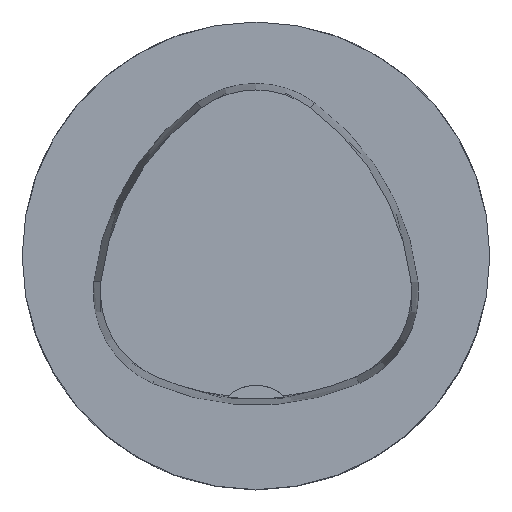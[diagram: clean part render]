
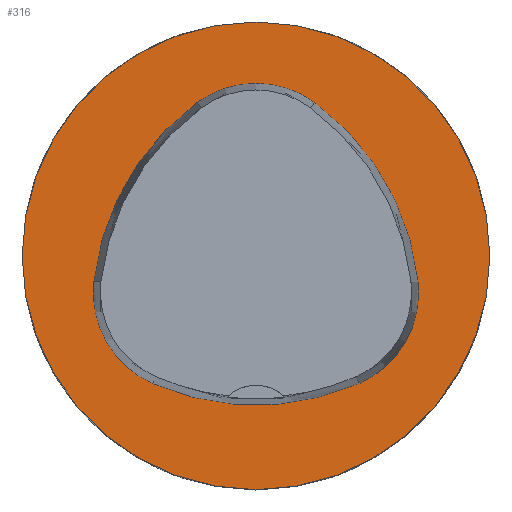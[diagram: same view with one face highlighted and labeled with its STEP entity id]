
A CAD part, top view. The second image highlights one B-rep face of the part: STEP entity #316.
In plain terms, the highlighted planar face has unit normal (0, 0, 1).
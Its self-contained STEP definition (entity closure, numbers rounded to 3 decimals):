
#316=ADVANCED_FACE('',(#420,#421),#371,.T.);
#371=PLANE('',#1130);
#420=FACE_BOUND('',#525,.T.);
#421=FACE_BOUND('',#526,.T.);
#525=EDGE_LOOP('',(#718,#719,#720,#721,#722,#723));
#526=EDGE_LOOP('',(#724));
#718=ORIENTED_EDGE('',*,*,#949,.T.);
#719=ORIENTED_EDGE('',*,*,#947,.T.);
#720=ORIENTED_EDGE('',*,*,#945,.T.);
#721=ORIENTED_EDGE('',*,*,#943,.T.);
#722=ORIENTED_EDGE('',*,*,#941,.T.);
#723=ORIENTED_EDGE('',*,*,#939,.T.);
#724=ORIENTED_EDGE('',*,*,#962,.F.);
#842=VERTEX_POINT('',#1631);
#843=VERTEX_POINT('',#1633);
#844=VERTEX_POINT('',#1637);
#845=VERTEX_POINT('',#1641);
#846=VERTEX_POINT('',#1645);
#847=VERTEX_POINT('',#1649);
#856=VERTEX_POINT('',#1681);
#939=EDGE_CURVE('',#843,#842,#1022,.T.);
#941=EDGE_CURVE('',#844,#843,#1023,.T.);
#943=EDGE_CURVE('',#845,#844,#1024,.T.);
#945=EDGE_CURVE('',#846,#845,#1025,.T.);
#947=EDGE_CURVE('',#847,#846,#1026,.T.);
#949=EDGE_CURVE('',#842,#847,#1027,.T.);
#962=EDGE_CURVE('',#856,#856,#1028,.T.);
#1022=CIRCLE('',#1107,44.0);
#1023=CIRCLE('',#1109,17.0);
#1024=CIRCLE('',#1111,44.0);
#1025=CIRCLE('',#1113,17.0);
#1026=CIRCLE('',#1115,44.0);
#1027=CIRCLE('',#1117,17.0);
#1028=CIRCLE('',#1129,40.0);
#1107=AXIS2_PLACEMENT_3D('',#1632,#1326,#1327);
#1109=AXIS2_PLACEMENT_3D('',#1636,#1331,#1332);
#1111=AXIS2_PLACEMENT_3D('',#1640,#1336,#1337);
#1113=AXIS2_PLACEMENT_3D('',#1644,#1341,#1342);
#1115=AXIS2_PLACEMENT_3D('',#1648,#1346,#1347);
#1117=AXIS2_PLACEMENT_3D('',#1652,#1351,#1352);
#1129=AXIS2_PLACEMENT_3D('',#1680,#1383,#1384);
#1130=AXIS2_PLACEMENT_3D('',#1682,#1385,#1386);
#1326=DIRECTION('',(0.0,0.0,-1.0));
#1327=DIRECTION('',(-1.0,0.0,0.0));
#1331=DIRECTION('',(0.0,0.0,-1.0));
#1332=DIRECTION('',(-1.0,0.0,0.0));
#1336=DIRECTION('',(0.0,0.0,-1.0));
#1337=DIRECTION('',(-1.0,0.0,0.0));
#1341=DIRECTION('',(0.0,0.0,-1.0));
#1342=DIRECTION('',(-1.0,0.0,0.0));
#1346=DIRECTION('',(0.0,0.0,-1.0));
#1347=DIRECTION('',(-1.0,0.0,0.0));
#1351=DIRECTION('',(0.0,0.0,-1.0));
#1352=DIRECTION('',(-1.0,0.0,0.0));
#1383=DIRECTION('',(0.0,0.0,-1.0));
#1384=DIRECTION('',(-1.0,0.0,0.0));
#1385=DIRECTION('',(0.0,0.0,1.0));
#1386=DIRECTION('',(1.0,0.0,0.0));
#1631=CARTESIAN_POINT('',(-17.652,-21.819,0.0));
#1632=CARTESIAN_POINT('',(0.017,18.477,0.0));
#1633=CARTESIAN_POINT('',(17.611,-21.852,0.0));
#1636=CARTESIAN_POINT('',(10.814,-6.27,0.0));
#1637=CARTESIAN_POINT('',(27.71,-4.394,0.0));
#1640=CARTESIAN_POINT('',(-16.021,-9.25,0.0));
#1641=CARTESIAN_POINT('',(10.049,26.194,0.0));
#1644=CARTESIAN_POINT('',(-0.023,12.5,0.0));
#1645=CARTESIAN_POINT('',(-10.119,26.178,0.0));
#1648=CARTESIAN_POINT('',(16.01,-9.224,0.0));
#1649=CARTESIAN_POINT('',(-27.722,-4.378,0.0));
#1652=CARTESIAN_POINT('',(-10.825,-6.25,0.0));
#1680=CARTESIAN_POINT('',(0.0,0.0,0.0));
#1681=CARTESIAN_POINT('',(-40.0,0.0,0.0));
#1682=CARTESIAN_POINT('',(0.0,0.0,0.0));
